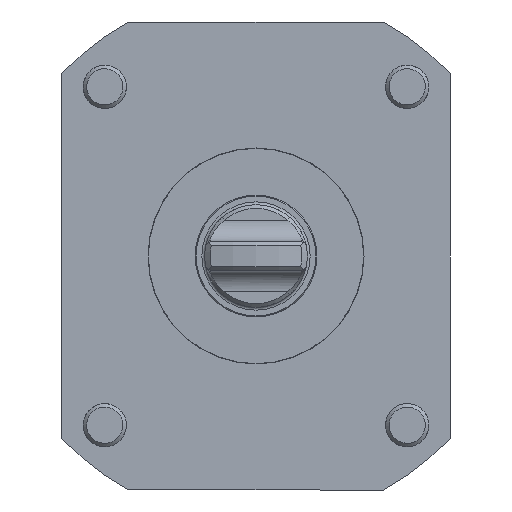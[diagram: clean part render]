
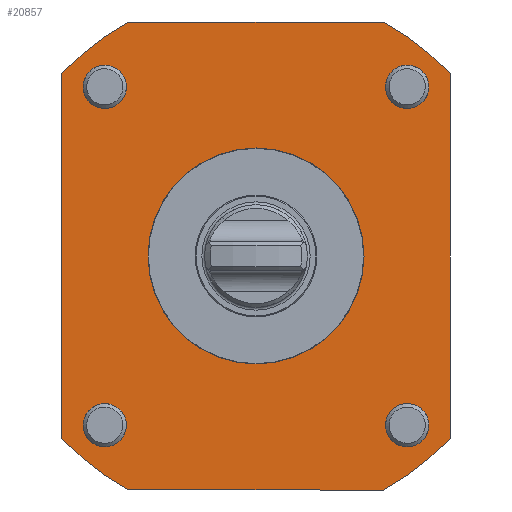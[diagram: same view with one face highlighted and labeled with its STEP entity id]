
A CAD part, front view. The second image highlights one B-rep face of the part: STEP entity #20857.
In plain terms, the highlighted planar face has unit normal (0, -1, 0).
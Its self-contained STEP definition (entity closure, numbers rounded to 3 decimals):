
#340 = CIRCLE ( 'NONE', #10288, 6. ) ;
#360 = AXIS2_PLACEMENT_3D ( 'NONE', #2081, #23071, #11566 ) ;
#449 = CARTESIAN_POINT ( 'NONE',  ( -35.369, 0., 65. ) ) ;
#601 = DIRECTION ( 'NONE',  ( 0., -1., 0. ) ) ;
#760 = DIRECTION ( 'NONE',  ( 0., -1., 0. ) ) ;
#1087 = CARTESIAN_POINT ( 'NONE',  ( 0., 0., -65. ) ) ;
#1269 = LINE ( 'NONE', #8846, #5544 ) ;
#1486 = PLANE ( 'NONE',  #18266 ) ;
#1560 = CARTESIAN_POINT ( 'NONE',  ( 54., 0., -50.596 ) ) ;
#1840 = CARTESIAN_POINT ( 'NONE',  ( -36., 0., 47. ) ) ;
#1985 = EDGE_CURVE ( 'NONE', #23099, #13891, #13520, .T. ) ;
#2081 = CARTESIAN_POINT ( 'NONE',  ( 42., 0., -47. ) ) ;
#2111 = DIRECTION ( 'NONE',  ( 1., 0., 0. ) ) ;
#2972 = LINE ( 'NONE', #1087, #3374 ) ;
#3374 = VECTOR ( 'NONE', #16347, 1000. ) ;
#3483 = CARTESIAN_POINT ( 'NONE',  ( 0., 0., 0. ) ) ;
#3719 = CIRCLE ( 'NONE', #23651, 74. ) ;
#3746 = DIRECTION ( 'NONE',  ( 0., -1., 0. ) ) ;
#3855 = CARTESIAN_POINT ( 'NONE',  ( 35.369, 0., 65. ) ) ;
#3960 = VERTEX_POINT ( 'NONE', #1840 ) ;
#4049 = CIRCLE ( 'NONE', #22824, 29.935 ) ;
#4389 = EDGE_CURVE ( 'NONE', #8488, #4721, #1269, .T. ) ;
#4644 = EDGE_CURVE ( 'NONE', #16834, #21909, #17893, .T. ) ;
#4721 = VERTEX_POINT ( 'NONE', #3855 ) ;
#4741 = CARTESIAN_POINT ( 'NONE',  ( -54., 0., 0. ) ) ;
#4788 = EDGE_CURVE ( 'NONE', #18110, #18110, #12348, .T. ) ;
#4836 = CARTESIAN_POINT ( 'NONE',  ( 54., 0., 50.596 ) ) ;
#5463 = DIRECTION ( 'NONE',  ( 0., 0., 1. ) ) ;
#5544 = VECTOR ( 'NONE', #16532, 1000. ) ;
#5677 = ORIENTED_EDGE ( 'NONE', *, *, #11564, .T. ) ;
#5838 = FACE_BOUND ( 'NONE', #12256, .T. ) ;
#5896 = DIRECTION ( 'NONE',  ( 0., 0., 1. ) ) ;
#6125 = DIRECTION ( 'NONE',  ( 0., 1., 0. ) ) ;
#6334 = AXIS2_PLACEMENT_3D ( 'NONE', #13655, #19028, #21402 ) ;
#6375 = DIRECTION ( 'NONE',  ( 1., 0., 0. ) ) ;
#6757 = ORIENTED_EDGE ( 'NONE', *, *, #21317, .F. ) ;
#7053 = AXIS2_PLACEMENT_3D ( 'NONE', #3483, #8050, #15732 ) ;
#7392 = CARTESIAN_POINT ( 'NONE',  ( 54., 0., 0. ) ) ;
#7507 = LINE ( 'NONE', #7392, #17840 ) ;
#7698 = EDGE_CURVE ( 'NONE', #8488, #21909, #3719, .T. ) ;
#7850 = DIRECTION ( 'NONE',  ( 0., 0., 1. ) ) ;
#7914 = VERTEX_POINT ( 'NONE', #4836 ) ;
#8050 = DIRECTION ( 'NONE',  ( 0., -1., 0. ) ) ;
#8237 = ORIENTED_EDGE ( 'NONE', *, *, #21178, .F. ) ;
#8488 = VERTEX_POINT ( 'NONE', #449 ) ;
#8603 = ORIENTED_EDGE ( 'NONE', *, *, #4788, .F. ) ;
#8846 = CARTESIAN_POINT ( 'NONE',  ( 0., 0., 65. ) ) ;
#8983 = ORIENTED_EDGE ( 'NONE', *, *, #1985, .T. ) ;
#9187 = FACE_OUTER_BOUND ( 'NONE', #15847, .T. ) ;
#9358 = ORIENTED_EDGE ( 'NONE', *, *, #19639, .T. ) ;
#9413 = VERTEX_POINT ( 'NONE', #9546 ) ;
#9546 = CARTESIAN_POINT ( 'NONE',  ( -36., 0., -47. ) ) ;
#9691 = DIRECTION ( 'NONE',  ( 0., 0., 1. ) ) ;
#10108 = DIRECTION ( 'NONE',  ( 0., -1., 0. ) ) ;
#10206 = DIRECTION ( 'NONE',  ( 1., 0., 0. ) ) ;
#10288 = AXIS2_PLACEMENT_3D ( 'NONE', #15501, #15750, #10206 ) ;
#10572 = CARTESIAN_POINT ( 'NONE',  ( 48., 0., 47. ) ) ;
#10697 = AXIS2_PLACEMENT_3D ( 'NONE', #23505, #760, #6375 ) ;
#10890 = ORIENTED_EDGE ( 'NONE', *, *, #18759, .T. ) ;
#11441 = ORIENTED_EDGE ( 'NONE', *, *, #4389, .F. ) ;
#11465 = FACE_BOUND ( 'NONE', #12620, .T. ) ;
#11564 = EDGE_CURVE ( 'NONE', #22966, #22966, #4049, .T. ) ;
#11566 = DIRECTION ( 'NONE',  ( 1., 0., 0. ) ) ;
#11858 = ORIENTED_EDGE ( 'NONE', *, *, #4644, .F. ) ;
#12000 = DIRECTION ( 'NONE',  ( 0., 0., 1. ) ) ;
#12256 = EDGE_LOOP ( 'NONE', ( #5677 ) ) ;
#12272 = CIRCLE ( 'NONE', #10697, 6. ) ;
#12348 = CIRCLE ( 'NONE', #13580, 6. ) ;
#12584 = ORIENTED_EDGE ( 'NONE', *, *, #21467, .F. ) ;
#12588 = AXIS2_PLACEMENT_3D ( 'NONE', #19513, #10108, #7850 ) ;
#12620 = EDGE_LOOP ( 'NONE', ( #12584 ) ) ;
#13289 = EDGE_LOOP ( 'NONE', ( #8237 ) ) ;
#13352 = CARTESIAN_POINT ( 'NONE',  ( 42., 0., 47. ) ) ;
#13517 = CARTESIAN_POINT ( 'NONE',  ( -54., 0., -50.596 ) ) ;
#13520 = CIRCLE ( 'NONE', #6334, 74. ) ;
#13580 = AXIS2_PLACEMENT_3D ( 'NONE', #13352, #19231, #2111 ) ;
#13655 = CARTESIAN_POINT ( 'NONE',  ( 0., 0., 0. ) ) ;
#13767 = ORIENTED_EDGE ( 'NONE', *, *, #7698, .T. ) ;
#13891 = VERTEX_POINT ( 'NONE', #1560 ) ;
#14876 = FACE_BOUND ( 'NONE', #16487, .T. ) ;
#15501 = CARTESIAN_POINT ( 'NONE',  ( -42., 0., -47. ) ) ;
#15577 = ORIENTED_EDGE ( 'NONE', *, *, #16024, .T. ) ;
#15607 = VERTEX_POINT ( 'NONE', #20386 ) ;
#15732 = DIRECTION ( 'NONE',  ( 0., 0., 1. ) ) ;
#15750 = DIRECTION ( 'NONE',  ( 0., -1., 0. ) ) ;
#15772 = CARTESIAN_POINT ( 'NONE',  ( 0., 0., 0. ) ) ;
#15847 = EDGE_LOOP ( 'NONE', ( #15577, #11441, #13767, #11858, #23156, #10890, #8983, #9358 ) ) ;
#15867 = CARTESIAN_POINT ( 'NONE',  ( 0., 0., 0. ) ) ;
#16024 = EDGE_CURVE ( 'NONE', #7914, #4721, #19058, .T. ) ;
#16347 = DIRECTION ( 'NONE',  ( 1., 0., 0. ) ) ;
#16487 = EDGE_LOOP ( 'NONE', ( #8603 ) ) ;
#16532 = DIRECTION ( 'NONE',  ( 1., 0., 0. ) ) ;
#16834 = VERTEX_POINT ( 'NONE', #13517 ) ;
#17007 = FACE_BOUND ( 'NONE', #23285, .T. ) ;
#17124 = CARTESIAN_POINT ( 'NONE',  ( 0., 0., 0. ) ) ;
#17353 = CARTESIAN_POINT ( 'NONE',  ( 48., 0., -47. ) ) ;
#17840 = VECTOR ( 'NONE', #5896, 1000. ) ;
#17893 = LINE ( 'NONE', #4741, #18784 ) ;
#18110 = VERTEX_POINT ( 'NONE', #10572 ) ;
#18266 = AXIS2_PLACEMENT_3D ( 'NONE', #17124, #3746, #5463 ) ;
#18759 = EDGE_CURVE ( 'NONE', #15607, #23099, #2972, .T. ) ;
#18784 = VECTOR ( 'NONE', #12000, 1000. ) ;
#19028 = DIRECTION ( 'NONE',  ( 0., -1., 0. ) ) ;
#19058 = CIRCLE ( 'NONE', #7053, 74. ) ;
#19215 = CARTESIAN_POINT ( 'NONE',  ( -29.935, 0., 0. ) ) ;
#19231 = DIRECTION ( 'NONE',  ( 0., -1., 0. ) ) ;
#19330 = EDGE_CURVE ( 'NONE', #16834, #15607, #22978, .T. ) ;
#19513 = CARTESIAN_POINT ( 'NONE',  ( 0., 0., 0. ) ) ;
#19639 = EDGE_CURVE ( 'NONE', #13891, #7914, #7507, .T. ) ;
#20386 = CARTESIAN_POINT ( 'NONE',  ( -35.369, 0., -65. ) ) ;
#20723 = VERTEX_POINT ( 'NONE', #17353 ) ;
#20857 = ADVANCED_FACE ( 'Defeature completata1_4', ( #9187, #11465, #17007, #14876, #22981, #5838 ), #1486, .T. ) ;
#21004 = CARTESIAN_POINT ( 'NONE',  ( -54., 0., 50.596 ) ) ;
#21178 = EDGE_CURVE ( 'NONE', #3960, #3960, #12272, .T. ) ;
#21317 = EDGE_CURVE ( 'NONE', #9413, #9413, #340, .T. ) ;
#21402 = DIRECTION ( 'NONE',  ( 0., 0., 1. ) ) ;
#21467 = EDGE_CURVE ( 'NONE', #20723, #20723, #23529, .T. ) ;
#21909 = VERTEX_POINT ( 'NONE', #21004 ) ;
#22824 = AXIS2_PLACEMENT_3D ( 'NONE', #15772, #6125, #23620 ) ;
#22966 = VERTEX_POINT ( 'NONE', #19215 ) ;
#22978 = CIRCLE ( 'NONE', #12588, 74. ) ;
#22981 = FACE_BOUND ( 'NONE', #13289, .T. ) ;
#23071 = DIRECTION ( 'NONE',  ( 0., -1., 0. ) ) ;
#23099 = VERTEX_POINT ( 'NONE', #23751 ) ;
#23156 = ORIENTED_EDGE ( 'NONE', *, *, #19330, .T. ) ;
#23285 = EDGE_LOOP ( 'NONE', ( #6757 ) ) ;
#23505 = CARTESIAN_POINT ( 'NONE',  ( -42., 0., 47. ) ) ;
#23529 = CIRCLE ( 'NONE', #360, 6. ) ;
#23620 = DIRECTION ( 'NONE',  ( -1., 0., 0. ) ) ;
#23651 = AXIS2_PLACEMENT_3D ( 'NONE', #15867, #601, #9691 ) ;
#23751 = CARTESIAN_POINT ( 'NONE',  ( 35.369, 0., -65. ) ) ;
